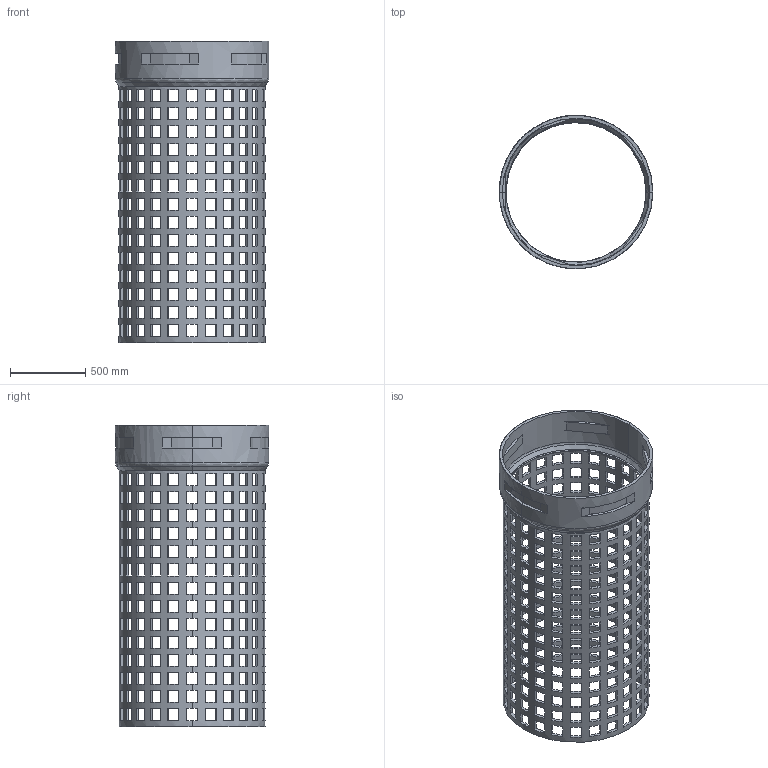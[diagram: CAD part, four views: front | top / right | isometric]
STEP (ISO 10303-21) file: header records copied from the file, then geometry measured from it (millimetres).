
FILE_DESCRIPTION(/* description */ (''),/* implementation_level */ '2;1');
FILE_NAME(/* name */ '16195.050X_3D.stp',/* time_stamp */ '2024-12-12T06:56:32+01:00',/* author */ ('CAD'),/* organization */ (''),/* preprocessor_version */ 'ST-DEVELOPER v20',/* originating_system */ 'AutoCAD Mechanical',/* authorisation */ '');
FILE_SCHEMA (('AUTOMOTIVE_DESIGN { 1 0 10303 214 3 1 1 }'));
Products named in the file (6): Product; *S9; *S8; *S10; *S12; *S11
Assembly tree (5 placements, depth 3):
  Product
    *S9
      *S8
    *S10
    *S12
      *S11
Bounding box: 1020 x 1019.25 x 2000 mm (x, y, z)
Volume: 116892081.4 mm3; surface area: 15577413.8 mm2
Topology: 12 solids, 12 shells, 2165 faces, 7602 edges, 6520 vertices
Faces by surface type: plane 2139, cylinder 16, cone 6, torus 4
Full cylindrical faces by diameter (mm): 930 x1, 970 x1, 980 x1, 1020 x1
Entity records: 85030 total; most frequent: CARTESIAN_POINT 16304, DIRECTION 14543, ORIENTED_EDGE 13016, EDGE_CURVE 6508, LINE 5013, VECTOR 5013, AXIS2_PLACEMENT_3D 4765, VERTEX_POINT 4338
